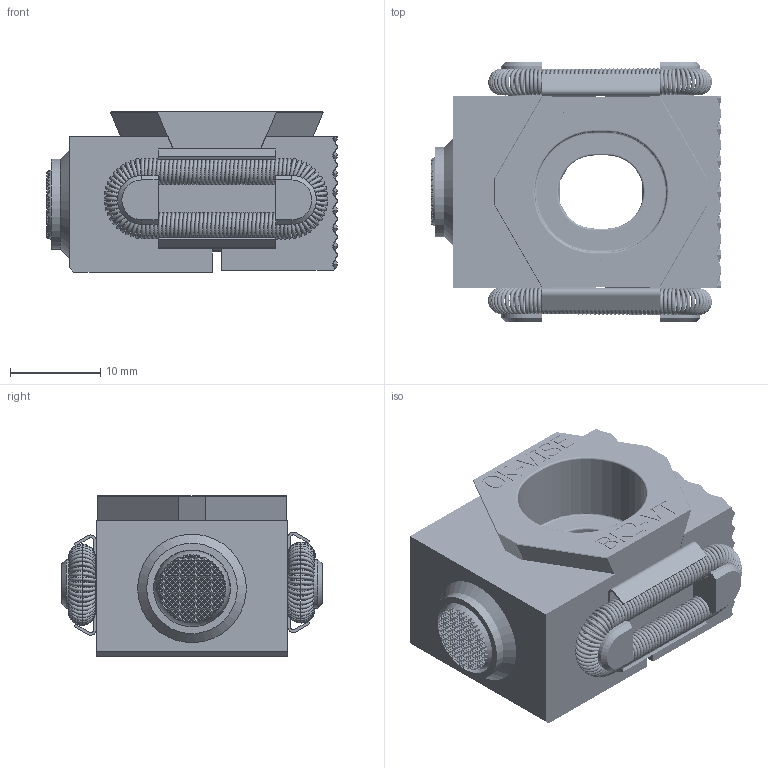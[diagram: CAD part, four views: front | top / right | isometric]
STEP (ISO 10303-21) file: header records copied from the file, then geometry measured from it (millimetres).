
FILE_DESCRIPTION((''),'2;1');
FILE_NAME('BK2-VT-B.stp','2011-11-22T12:21:56',('tuuja'),(''),'Autodesk Inventor 2010','Autodesk Inventor 2010','');
FILE_SCHEMA(('AUTOMOTIVE_DESIGN { 1 0 10303 214 1 1 1 1 }'));
Length unit declared in the file: millimetre
Products named in the file (11): BK2-VT-B; PLBK2-VT; SIB; B-Jousi; B-Spring_pääty+suora; B-Spring_pääty; PLBK2-VT-B; Kuukeli M12; kuukelin runko; kuukeli; KIBK2-VT
Assembly tree (12 placements, depth 3):
  BK2-VT-B
    PLBK2-VT
    SIB  x2
    B-Jousi  x2
      B-Spring_pääty+suora
      B-Spring_pääty
    PLBK2-VT-B
    Kuukeli M12
      kuukelin runko
      kuukeli
    KIBK2-VT
Bounding box: 32.1 x 28.8 x 17.75 mm (x, y, z)
Volume: 8670.7 mm3; surface area: 8880.2 mm2
Topology: 11 solids, 11 shells, 2586 faces, 6067 edges, 3340 vertices
Faces by surface type: plane 1973, torus 468, bspline 105, cylinder 34, cone 5, sphere 1
Full cylindrical faces by diameter (mm): 10 x1, 12 x1
Entity records: 59782 total; most frequent: CARTESIAN_POINT 13857, DIRECTION 9300, ORIENTED_EDGE 9032, EDGE_CURVE 4516, VECTOR 3568, LINE 3568, AXIS2_PLACEMENT_3D 2866, VERTEX_POINT 2501
